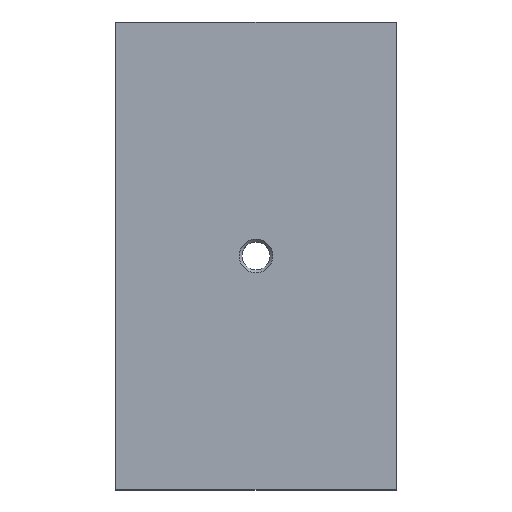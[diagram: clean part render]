
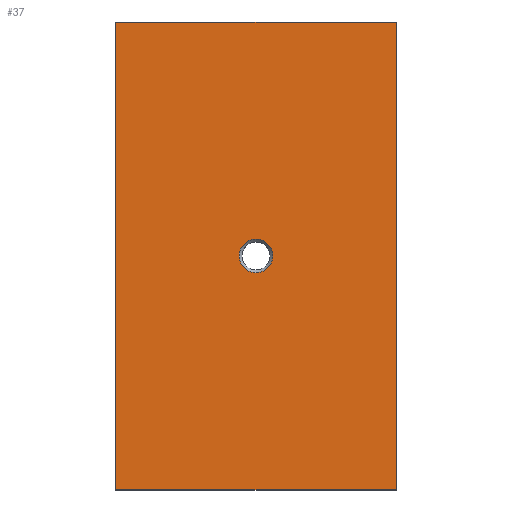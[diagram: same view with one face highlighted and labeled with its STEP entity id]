
A CAD part, top view. The second image highlights one B-rep face of the part: STEP entity #37.
In plain terms, the highlighted planar face has unit normal (0, 0, 1).
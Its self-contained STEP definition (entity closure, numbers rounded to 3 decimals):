
#37 = ADVANCED_FACE( '', ( #75, #76 ), #77, .F. );
#75 = FACE_BOUND( '', #114, .T. );
#76 = FACE_OUTER_BOUND( '', #115, .T. );
#77 = PLANE( '', #116 );
#114 = EDGE_LOOP( '', ( #154 ) );
#115 = EDGE_LOOP( '', ( #155, #156, #157, #158 ) );
#116 = AXIS2_PLACEMENT_3D( '', #159, #160, #161 );
#154 = ORIENTED_EDGE( '', *, *, #216, .T. );
#155 = ORIENTED_EDGE( '', *, *, #217, .T. );
#156 = ORIENTED_EDGE( '', *, *, #218, .F. );
#157 = ORIENTED_EDGE( '', *, *, #219, .F. );
#158 = ORIENTED_EDGE( '', *, *, #209, .T. );
#159 = CARTESIAN_POINT( '', ( 0., 5000., 1000. ) );
#160 = DIRECTION( '', ( 0., 0., -1. ) );
#161 = DIRECTION( '', ( -1., 0., 0. ) );
#209 = EDGE_CURVE( '', #236, #234, #237, .T. );
#216 = EDGE_CURVE( '', #247, #247, #248, .T. );
#217 = EDGE_CURVE( '', #234, #249, #250, .T. );
#218 = EDGE_CURVE( '', #251, #249, #252, .T. );
#219 = EDGE_CURVE( '', #236, #251, #253, .T. );
#234 = VERTEX_POINT( '', #271 );
#236 = VERTEX_POINT( '', #274 );
#237 = LINE( '', #275, #276 );
#247 = VERTEX_POINT( '', #288 );
#248 = CIRCLE( '', #289, 180. );
#249 = VERTEX_POINT( '', #290 );
#250 = LINE( '', #291, #292 );
#251 = VERTEX_POINT( '', #293 );
#252 = LINE( '', #294, #295 );
#253 = LINE( '', #296, #297 );
#271 = CARTESIAN_POINT( '', ( 0., 0., 1000. ) );
#274 = CARTESIAN_POINT( '', ( 0., 5000., 1000. ) );
#275 = CARTESIAN_POINT( '', ( 0., 5000., 1000. ) );
#276 = VECTOR( '', #319, 1000. );
#288 = CARTESIAN_POINT( '', ( 1320., 2500., 1000. ) );
#289 = AXIS2_PLACEMENT_3D( '', #328, #329, #330 );
#290 = CARTESIAN_POINT( '', ( 3000., 0., 1000. ) );
#291 = CARTESIAN_POINT( '', ( 0., 0., 1000. ) );
#292 = VECTOR( '', #331, 1000. );
#293 = CARTESIAN_POINT( '', ( 3000., 5000., 1000. ) );
#294 = CARTESIAN_POINT( '', ( 3000., 5000., 1000. ) );
#295 = VECTOR( '', #332, 1000. );
#296 = CARTESIAN_POINT( '', ( 0., 5000., 1000. ) );
#297 = VECTOR( '', #333, 1000. );
#319 = DIRECTION( '', ( 0., -1., 0. ) );
#328 = CARTESIAN_POINT( '', ( 1500., 2500., 1000. ) );
#329 = DIRECTION( '', ( 0., 0., -1. ) );
#330 = DIRECTION( '', ( -1., 0., 0. ) );
#331 = DIRECTION( '', ( 1., 0., 0. ) );
#332 = DIRECTION( '', ( 0., -1., 0. ) );
#333 = DIRECTION( '', ( 1., 0., 0. ) );
